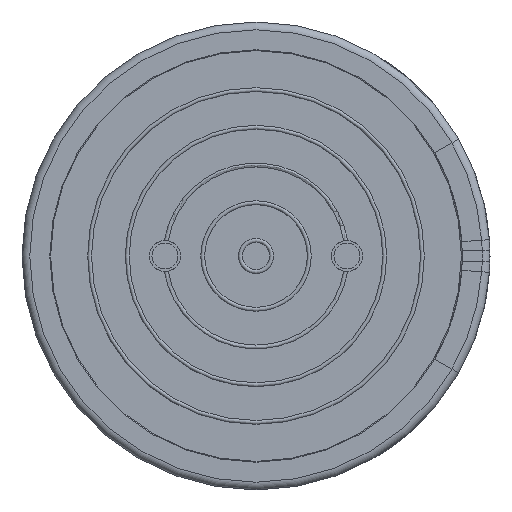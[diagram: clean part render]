
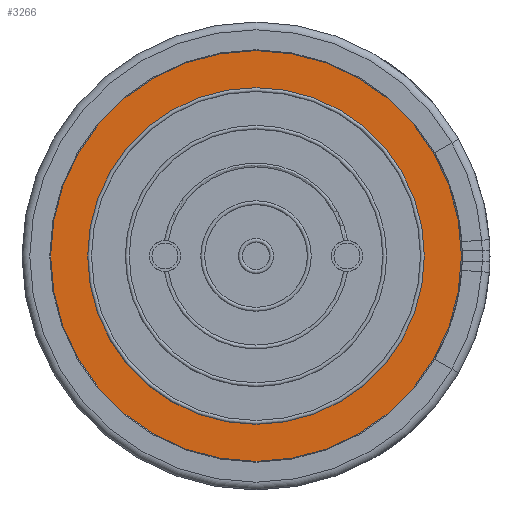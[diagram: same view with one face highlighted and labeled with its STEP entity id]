
A CAD part, front view. The second image highlights one B-rep face of the part: STEP entity #3266.
In plain terms, the highlighted planar face has unit normal (0, -1, 0).
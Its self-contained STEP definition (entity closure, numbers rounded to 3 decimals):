
#73=FACE_BOUND('',#504,.T.);
#223=PLANE('',#3645);
#348=FACE_OUTER_BOUND('',#503,.T.);
#503=EDGE_LOOP('',(#2918,#2919));
#504=EDGE_LOOP('',(#2920,#2921));
#994=CIRCLE('',#3574,7.9);
#995=CIRCLE('',#3575,7.9);
#1025=CIRCLE('',#3613,6.475);
#1026=CIRCLE('',#3614,6.475);
#1410=VERTEX_POINT('',#6411);
#1411=VERTEX_POINT('',#6413);
#1436=VERTEX_POINT('',#6485);
#1437=VERTEX_POINT('',#6486);
#1888=EDGE_CURVE('',#1410,#1411,#994,.T.);
#1889=EDGE_CURVE('',#1411,#1410,#995,.T.);
#1927=EDGE_CURVE('',#1436,#1437,#1025,.T.);
#1928=EDGE_CURVE('',#1437,#1436,#1026,.T.);
#2918=ORIENTED_EDGE('',*,*,#1889,.F.);
#2919=ORIENTED_EDGE('',*,*,#1888,.F.);
#2920=ORIENTED_EDGE('',*,*,#1927,.T.);
#2921=ORIENTED_EDGE('',*,*,#1928,.T.);
#3266=ADVANCED_FACE('',(#348,#73),#223,.T.);
#3574=AXIS2_PLACEMENT_3D('',#6414,#4343,#4344);
#3575=AXIS2_PLACEMENT_3D('',#6415,#4345,#4346);
#3613=AXIS2_PLACEMENT_3D('',#6487,#4429,#4430);
#3614=AXIS2_PLACEMENT_3D('',#6488,#4431,#4432);
#3645=AXIS2_PLACEMENT_3D('',#6544,#4498,#4499);
#4343=DIRECTION('center_axis',(0.,1.,0.));
#4344=DIRECTION('ref_axis',(1.,0.,0.));
#4345=DIRECTION('center_axis',(0.,1.,0.));
#4346=DIRECTION('ref_axis',(1.,0.,0.));
#4429=DIRECTION('center_axis',(0.,1.,0.));
#4430=DIRECTION('ref_axis',(-1.,0.,0.));
#4431=DIRECTION('center_axis',(0.,1.,0.));
#4432=DIRECTION('ref_axis',(-1.,0.,0.));
#4498=DIRECTION('center_axis',(0.,-1.,0.));
#4499=DIRECTION('ref_axis',(0.,0.,-1.));
#6411=CARTESIAN_POINT('',(-7.9,0.1,0.));
#6413=CARTESIAN_POINT('',(7.9,0.1,0.));
#6414=CARTESIAN_POINT('Origin',(0.,0.1,0.));
#6415=CARTESIAN_POINT('Origin',(0.,0.1,0.));
#6485=CARTESIAN_POINT('',(-6.475,0.1,0.));
#6486=CARTESIAN_POINT('',(6.475,0.1,0.));
#6487=CARTESIAN_POINT('Origin',(0.,0.1,0.));
#6488=CARTESIAN_POINT('Origin',(0.,0.1,0.));
#6544=CARTESIAN_POINT('Origin',(0.,0.1,0.));
